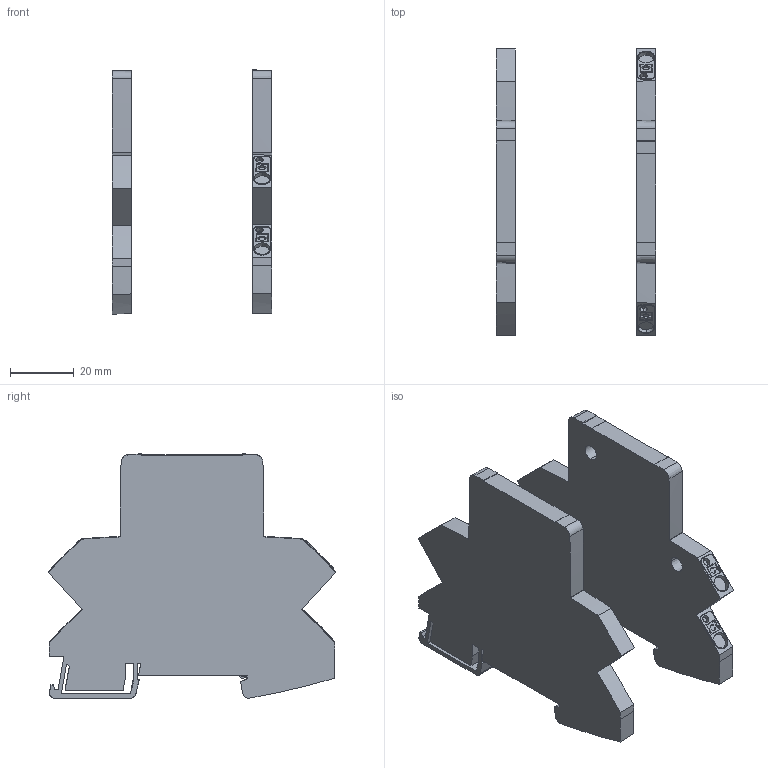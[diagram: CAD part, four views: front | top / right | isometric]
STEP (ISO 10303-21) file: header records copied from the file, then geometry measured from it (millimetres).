
FILE_DESCRIPTION (( 'STEP AP203' ), '1' );
FILE_NAME ('910710.step', '2023-08-28T16:30:14', ( '' ), ( '' ), 'SwSTEP 2.0', 'SolidWorks 2021', '' );
FILE_SCHEMA (( 'CONFIG_CONTROL_DESIGN' ));
Length unit declared in the file: inch
Products named in the file (3): 910710_TRANSMITTER; 910710; 910710_RECEIVER
Assembly tree (2 placements, depth 2):
  910710
    910710_RECEIVER
    910710_TRANSMITTER
Bounding box: 50.1 x 90.45 x 76.87 mm (x, y, z)
Volume: 58828.4 mm3; surface area: 25824.8 mm2
Topology: 2 solids, 2 shells, 324 faces, 918 edges, 622 vertices
Faces by surface type: plane 197, cone 61, cylinder 30, bspline 28, torus 8
Entity records: 18868 total; most frequent: CARTESIAN_POINT 11009, ORIENTED_EDGE 1836, DIRECTION 1133, EDGE_CURVE 918, VERTEX_POINT 622, B_SPLINE_CURVE_WITH_KNOTS 445, LINE 411, VECTOR 411
